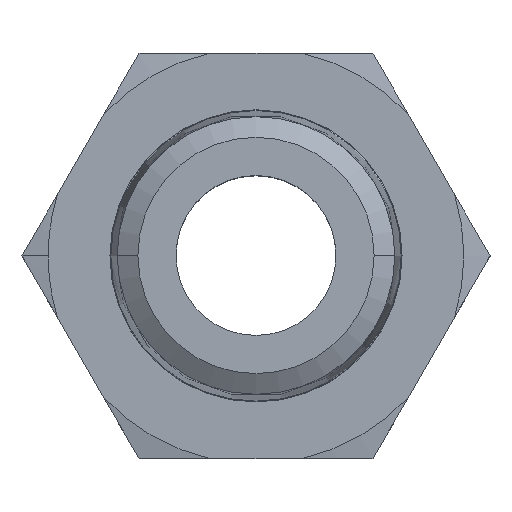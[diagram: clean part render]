
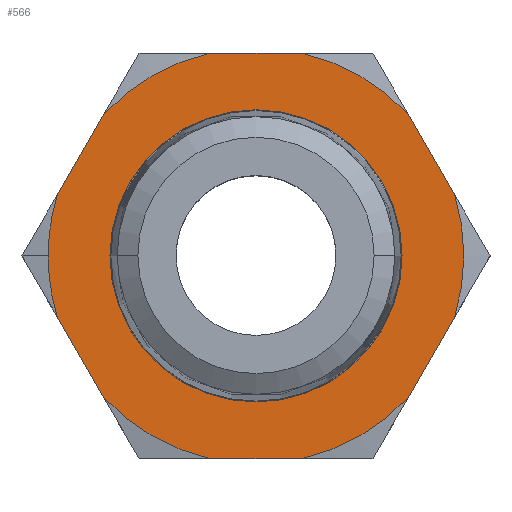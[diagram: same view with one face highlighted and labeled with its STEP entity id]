
A CAD part, top view. The second image highlights one B-rep face of the part: STEP entity #566.
In plain terms, the highlighted planar face has unit normal (0, 0, 1).
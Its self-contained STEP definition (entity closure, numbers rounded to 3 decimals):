
#147 = EDGE_CURVE ( 'NONE', #174, #268, #871, .T. ) ;
#156 = VERTEX_POINT ( 'NONE', #903 ) ;
#168 = VERTEX_POINT ( 'NONE', #940 ) ;
#174 = VERTEX_POINT ( 'NONE', #954 ) ;
#207 = EDGE_CURVE ( 'NONE', #242, #168, #1035, .T. ) ;
#242 = VERTEX_POINT ( 'NONE', #1080 ) ;
#268 = VERTEX_POINT ( 'NONE', #1124 ) ;
#291 = EDGE_CURVE ( 'NONE', #381, #384, #1181, .T. ) ;
#299 = EDGE_CURVE ( 'NONE', #168, #242, #1170, .T. ) ;
#307 = VERTEX_POINT ( 'NONE', #1231 ) ;
#309 = VERTEX_POINT ( 'NONE', #1230 ) ;
#319 = ORIENTED_EDGE ( 'NONE', *, *, #320, .T. ) ;
#320 = EDGE_CURVE ( 'NONE', #420, #174, #1222, .T. ) ;
#321 = ORIENTED_EDGE ( 'NONE', *, *, #147, .T. ) ;
#325 = ORIENTED_EDGE ( 'NONE', *, *, #461, .T. ) ;
#335 = EDGE_CURVE ( 'NONE', #307, #309, #1147, .T. ) ;
#367 = EDGE_CURVE ( 'NONE', #563, #369, #1292, .T. ) ;
#369 = VERTEX_POINT ( 'NONE', #1288 ) ;
#370 = EDGE_LOOP ( 'NONE', ( #325, #588, #319, #321, #548, #510, #555, #556, #557, #633, #512, #558, #445 ) ) ;
#374 = EDGE_CURVE ( 'NONE', #388, #156, #1276, .T. ) ;
#381 = VERTEX_POINT ( 'NONE', #1378 ) ;
#384 = VERTEX_POINT ( 'NONE', #1446 ) ;
#388 = VERTEX_POINT ( 'NONE', #1510 ) ;
#400 = VERTEX_POINT ( 'NONE', #1453 ) ;
#402 = EDGE_CURVE ( 'NONE', #400, #268, #1455, .T. ) ;
#420 = VERTEX_POINT ( 'NONE', #1490 ) ;
#422 = EDGE_CURVE ( 'NONE', #420, #423, #1356, .T. ) ;
#423 = VERTEX_POINT ( 'NONE', #1481 ) ;
#444 = EDGE_CURVE ( 'NONE', #307, #156, #1477, .T. ) ;
#445 = ORIENTED_EDGE ( 'NONE', *, *, #291, .F. ) ;
#461 = EDGE_CURVE ( 'NONE', #381, #423, #1412, .T. ) ;
#488 = ORIENTED_EDGE ( 'NONE', *, *, #299, .F. ) ;
#505 = ORIENTED_EDGE ( 'NONE', *, *, #207, .F. ) ;
#510 = ORIENTED_EDGE ( 'NONE', *, *, #632, .T. ) ;
#512 = ORIENTED_EDGE ( 'NONE', *, *, #367, .F. ) ;
#547 = EDGE_LOOP ( 'NONE', ( #488, #505 ) ) ;
#548 = ORIENTED_EDGE ( 'NONE', *, *, #402, .F. ) ;
#555 = ORIENTED_EDGE ( 'NONE', *, *, #335, .F. ) ;
#556 = ORIENTED_EDGE ( 'NONE', *, *, #444, .T. ) ;
#557 = ORIENTED_EDGE ( 'NONE', *, *, #374, .F. ) ;
#558 = ORIENTED_EDGE ( 'NONE', *, *, #559, .T. ) ;
#559 = EDGE_CURVE ( 'NONE', #563, #384, #1572, .T. ) ;
#563 = VERTEX_POINT ( 'NONE', #1578 ) ;
#566 = ADVANCED_FACE ( 'NONE', ( #1549, #1646 ), #1645, .F. ) ;
#588 = ORIENTED_EDGE ( 'NONE', *, *, #422, .F. ) ;
#632 = EDGE_CURVE ( 'NONE', #400, #309, #1600, .T. ) ;
#633 = ORIENTED_EDGE ( 'NONE', *, *, #634, .T. ) ;
#634 = EDGE_CURVE ( 'NONE', #388, #369, #1615, .T. ) ;
#808 = CARTESIAN_POINT ( 'NONE',  ( 0., 0., 3.065 ) ) ;
#868 = DIRECTION ( 'NONE',  ( 1., 0., 0. ) ) ;
#869 = DIRECTION ( 'NONE',  ( 0., 0., 1. ) ) ;
#870 = AXIS2_PLACEMENT_3D ( 'NONE', #808, #869, #868 ) ;
#871 = CIRCLE ( 'NONE', #870, 9.744 ) ;
#903 = CARTESIAN_POINT ( 'NONE',  ( 7.144, -6.627, 3.065 ) ) ;
#940 = CARTESIAN_POINT ( 'NONE',  ( -6.848, 0., 3.065 ) ) ;
#954 = CARTESIAN_POINT ( 'NONE',  ( -9.744, 0., 3.065 ) ) ;
#1011 = DIRECTION ( 'NONE',  ( 0., 0., 1. ) ) ;
#1023 = CARTESIAN_POINT ( 'NONE',  ( 0., 0., 3.065 ) ) ;
#1026 = DIRECTION ( 'NONE',  ( 1., 0., 0. ) ) ;
#1027 = AXIS2_PLACEMENT_3D ( 'NONE', #1023, #1011, #1026 ) ;
#1035 = CIRCLE ( 'NONE', #1027, 6.848 ) ;
#1080 = CARTESIAN_POINT ( 'NONE',  ( 6.848, 0., 3.065 ) ) ;
#1124 = CARTESIAN_POINT ( 'NONE',  ( -9.311, -2.873, 3.065 ) ) ;
#1140 = DIRECTION ( 'NONE',  ( -1., 0., 0. ) ) ;
#1141 = VECTOR ( 'NONE', #1140, 1000. ) ;
#1142 = CARTESIAN_POINT ( 'NONE',  ( 0., -9.5, 3.065 ) ) ;
#1147 = LINE ( 'NONE', #1142, #1141 ) ;
#1155 = DIRECTION ( 'NONE',  ( 1., 0., 0. ) ) ;
#1156 = DIRECTION ( 'NONE',  ( 0., 0., 1. ) ) ;
#1169 = AXIS2_PLACEMENT_3D ( 'NONE', #1176, #1156, #1155 ) ;
#1170 = CIRCLE ( 'NONE', #1169, 6.848 ) ;
#1176 = CARTESIAN_POINT ( 'NONE',  ( 0., 0., 3.065 ) ) ;
#1181 = LINE ( 'NONE', #1184, #1183 ) ;
#1182 = DIRECTION ( 'NONE',  ( 1., 0., 0. ) ) ;
#1183 = VECTOR ( 'NONE', #1182, 1000. ) ;
#1184 = CARTESIAN_POINT ( 'NONE',  ( 0., 9.5, 3.065 ) ) ;
#1210 = CARTESIAN_POINT ( 'NONE',  ( 0., 0., 3.065 ) ) ;
#1219 = DIRECTION ( 'NONE',  ( 1., 0., 0. ) ) ;
#1220 = DIRECTION ( 'NONE',  ( 0., 0., 1. ) ) ;
#1221 = AXIS2_PLACEMENT_3D ( 'NONE', #1210, #1220, #1219 ) ;
#1222 = CIRCLE ( 'NONE', #1221, 9.744 ) ;
#1230 = CARTESIAN_POINT ( 'NONE',  ( -2.167, -9.5, 3.065 ) ) ;
#1231 = CARTESIAN_POINT ( 'NONE',  ( 2.167, -9.5, 3.065 ) ) ;
#1273 = DIRECTION ( 'NONE',  ( -0.5, -0.866, 0. ) ) ;
#1274 = VECTOR ( 'NONE', #1273, 1000. ) ;
#1275 = CARTESIAN_POINT ( 'NONE',  ( 12.977, 3.477, 3.065 ) ) ;
#1276 = LINE ( 'NONE', #1275, #1274 ) ;
#1288 = CARTESIAN_POINT ( 'NONE',  ( 9.311, 2.873, 3.065 ) ) ;
#1289 = DIRECTION ( 'NONE',  ( 0.5, -0.866, 0. ) ) ;
#1290 = VECTOR ( 'NONE', #1289, 1000. ) ;
#1291 = CARTESIAN_POINT ( 'NONE',  ( 3.477, 12.977, 3.065 ) ) ;
#1292 = LINE ( 'NONE', #1291, #1290 ) ;
#1344 = DIRECTION ( 'NONE',  ( 1., 0., 0. ) ) ;
#1345 = DIRECTION ( 'NONE',  ( 0., 0., 1. ) ) ;
#1346 = DIRECTION ( 'NONE',  ( -0.5, 0.866, 0. ) ) ;
#1347 = VECTOR ( 'NONE', #1346, 1000. ) ;
#1348 = CARTESIAN_POINT ( 'NONE',  ( -12.977, 3.477, 3.065 ) ) ;
#1356 = LINE ( 'NONE', #1484, #1483 ) ;
#1378 = CARTESIAN_POINT ( 'NONE',  ( -2.167, 9.5, 3.065 ) ) ;
#1410 = CARTESIAN_POINT ( 'NONE',  ( 0., 0., 3.065 ) ) ;
#1411 = AXIS2_PLACEMENT_3D ( 'NONE', #1410, #1345, #1344 ) ;
#1412 = CIRCLE ( 'NONE', #1411, 9.744 ) ;
#1446 = CARTESIAN_POINT ( 'NONE',  ( 2.167, 9.5, 3.065 ) ) ;
#1453 = CARTESIAN_POINT ( 'NONE',  ( -7.144, -6.627, 3.065 ) ) ;
#1455 = LINE ( 'NONE', #1348, #1347 ) ;
#1473 = DIRECTION ( 'NONE',  ( 1., 0., 0. ) ) ;
#1474 = DIRECTION ( 'NONE',  ( 0., 0., 1. ) ) ;
#1475 = CARTESIAN_POINT ( 'NONE',  ( 0., 0., 3.065 ) ) ;
#1476 = AXIS2_PLACEMENT_3D ( 'NONE', #1475, #1474, #1473 ) ;
#1477 = CIRCLE ( 'NONE', #1476, 9.744 ) ;
#1481 = CARTESIAN_POINT ( 'NONE',  ( -7.144, 6.627, 3.065 ) ) ;
#1482 = DIRECTION ( 'NONE',  ( 0.5, 0.866, 0. ) ) ;
#1483 = VECTOR ( 'NONE', #1482, 1000. ) ;
#1484 = CARTESIAN_POINT ( 'NONE',  ( -3.477, 12.977, 3.065 ) ) ;
#1490 = CARTESIAN_POINT ( 'NONE',  ( -9.311, 2.873, 3.065 ) ) ;
#1510 = CARTESIAN_POINT ( 'NONE',  ( 9.311, -2.873, 3.065 ) ) ;
#1549 = FACE_BOUND ( 'NONE', #547, .T. ) ;
#1572 = CIRCLE ( 'NONE', #1608, 9.744 ) ;
#1578 = CARTESIAN_POINT ( 'NONE',  ( 7.144, 6.627, 3.065 ) ) ;
#1579 = DIRECTION ( 'NONE',  ( 1., 0., 0. ) ) ;
#1580 = DIRECTION ( 'NONE',  ( 0., 0., 1. ) ) ;
#1581 = CARTESIAN_POINT ( 'NONE',  ( 0., 0., 3.065 ) ) ;
#1583 = DIRECTION ( 'NONE',  ( -1., 0., 0. ) ) ;
#1584 = DIRECTION ( 'NONE',  ( 0., 0., -1. ) ) ;
#1600 = CIRCLE ( 'NONE', #1619, 9.744 ) ;
#1608 = AXIS2_PLACEMENT_3D ( 'NONE', #1581, #1580, #1579 ) ;
#1613 = DIRECTION ( 'NONE',  ( 0., 0., 1. ) ) ;
#1614 = AXIS2_PLACEMENT_3D ( 'NONE', #1620, #1613, #1639 ) ;
#1615 = CIRCLE ( 'NONE', #1614, 9.744 ) ;
#1616 = DIRECTION ( 'NONE',  ( 1., 0., 0. ) ) ;
#1617 = DIRECTION ( 'NONE',  ( 0., 0., 1. ) ) ;
#1618 = CARTESIAN_POINT ( 'NONE',  ( 0., 0., 3.065 ) ) ;
#1619 = AXIS2_PLACEMENT_3D ( 'NONE', #1618, #1617, #1616 ) ;
#1620 = CARTESIAN_POINT ( 'NONE',  ( 0., 0., 3.065 ) ) ;
#1639 = DIRECTION ( 'NONE',  ( 1., 0., 0. ) ) ;
#1643 = AXIS2_PLACEMENT_3D ( 'NONE', #1644, #1584, #1583 ) ;
#1644 = CARTESIAN_POINT ( 'NONE',  ( 0., 10.97, 3.065 ) ) ;
#1645 = PLANE ( 'NONE',  #1643 ) ;
#1646 = FACE_OUTER_BOUND ( 'NONE', #370, .T. ) ;
